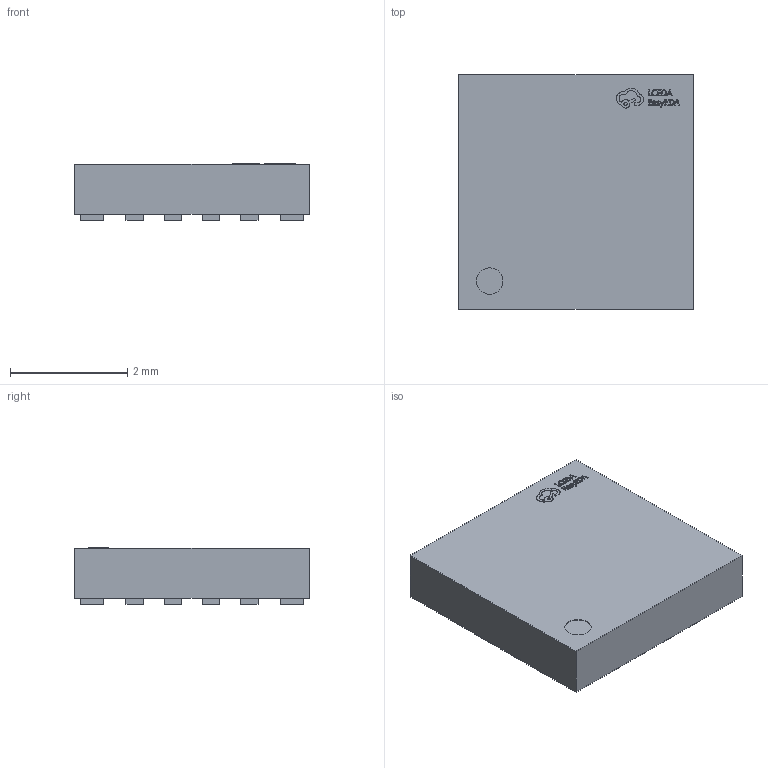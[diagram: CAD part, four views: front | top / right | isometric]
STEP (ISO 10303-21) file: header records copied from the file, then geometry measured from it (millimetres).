
FILE_DESCRIPTION (( 'STEP AP214' ), '1' );
FILE_NAME ('TFLGA-16_L4.0-W4.0-P0.65-BL.STEP', '2022-10-27T15:36:49', ( '微软用户' ), ( '微软中国' ), 'SwSTEP 2.0', 'SolidWorks 2020', '' );
FILE_SCHEMA (( 'AUTOMOTIVE_DESIGN' ));
Length unit declared in the file: millimetre
Products named in the file (1): TFLGA-16_L4.0-W4.0-P0.65-BL
Bounding box: 4 x 4 x 0.96 mm (x, y, z)
Volume: 13.9 mm3; surface area: 60.8 mm2
Topology: 17 solids, 17 shells, 412 faces, 1023 edges, 682 vertices
Faces by surface type: plane 310, bspline 98, cylinder 4
Entity records: 16417 total; most frequent: CARTESIAN_POINT 3424, ORIENTED_EDGE 2046, DIRECTION 1461, EDGE_CURVE 1023, VECTOR 815, LINE 815, VERTEX_POINT 682, EDGE_LOOP 449
